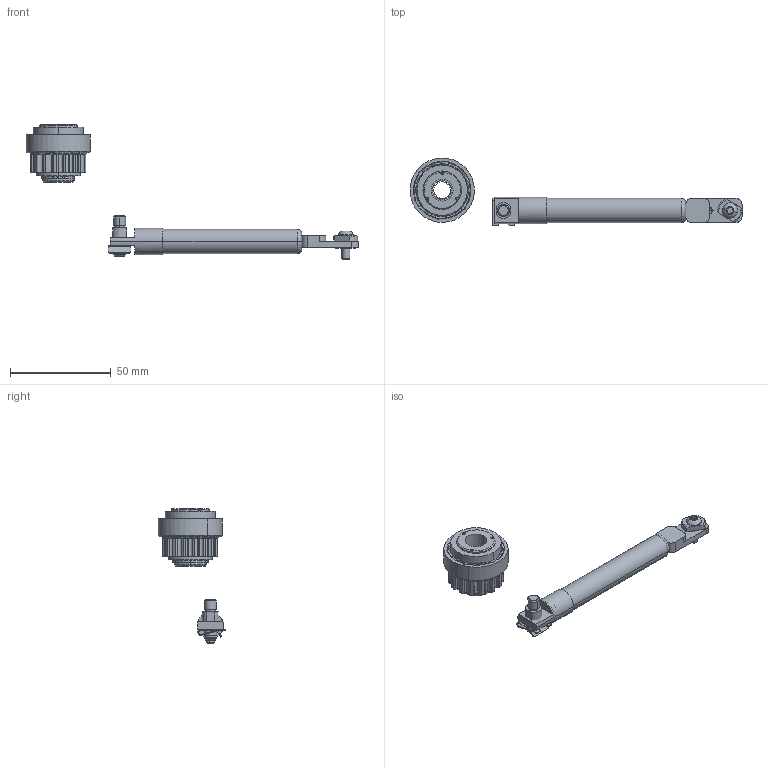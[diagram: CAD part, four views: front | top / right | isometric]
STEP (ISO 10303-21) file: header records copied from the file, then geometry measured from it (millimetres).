
FILE_DESCRIPTION (( 'STEP AP214' ), '1' );
FILE_NAME ('INGUN_115618.STEP', '2024-01-18T12:40:25', ( '' ), ( '' ), 'SwSTEP 2.0', 'SolidWorks 2021', '' );
FILE_SCHEMA (( 'AUTOMOTIVE_DESIGN' ));
Length unit declared in the file: millimetre
Products named in the file (25): 49317~0; 51862~0_S; INGUN_115618; 51863__Kolbenstange~0_S; 114501~2_S; 51863~0_ohne Auge <S>; DIN6325~n_01,5m6x006; 114295~0_9mm <S>; 114508~1_S; 114500~3_S; 114463~0; 114499~2_S; 114507~3_S; 113482~1_S; 47567~2_S; 57801~2_S; 26891~0; 114505~4_S; 51863_Zylinder~0_ohne auge <S>; ISO7380~n_M04,0x012; DIN988~n_05x10x0,3; 51770~2_S; DIN6325~n_02,5m6x010; 115087~0_S; 112004~0_S
Assembly tree (35 placements, depth 4):
  INGUN_115618
    114500~3_S
      114507~3_S
        112004~0_S
      114505~4_S
      114499~2_S
      114501~2_S
      114508~1_S
      114463~0  x6
      DIN6325~n_02,5m6x010  x5
      26891~0
      DIN6325~n_01,5m6x006  x3
      114295~0_9mm <S>
      115087~0_S
    51770~2_S
      51863~0_ohne Auge <S>
        51863_Zylinder~0_ohne auge <S>
        51863__Kolbenstange~0_S
      51862~0_S
      47567~2_S
      DIN988~n_05x10x0,3
      ISO7380~n_M04,0x012
      113482~1_S
      49317~0
      57801~2_S
Bounding box: 164.99 x 33.69 x 67.23 mm (x, y, z)
Volume: 26630.6 mm3; surface area: 23187.2 mm2
Topology: 32 solids, 32 shells, 899 faces, 2420 edges, 1564 vertices
Faces by surface type: cylinder 486, plane 279, cone 78, sphere 44, torus 6, bspline 6
Entity records: 28160 total; most frequent: CARTESIAN_POINT 5053, DIRECTION 4968, ORIENTED_EDGE 4470, EDGE_CURVE 2235, AXIS2_PLACEMENT_3D 1945, VERTEX_POINT 1464, LINE 1078, VECTOR 1078
